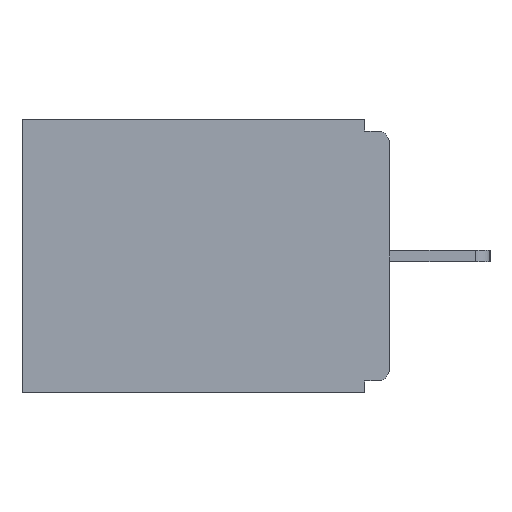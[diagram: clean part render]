
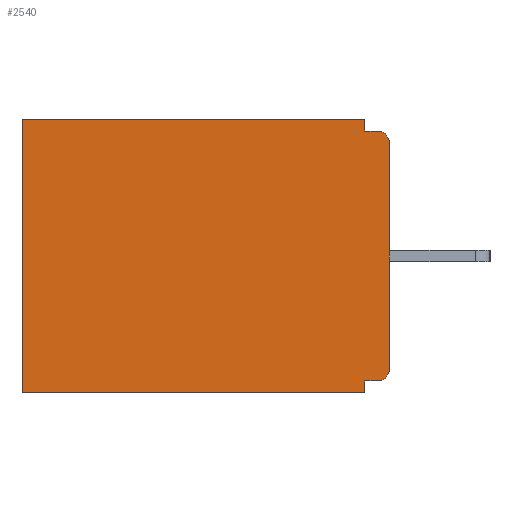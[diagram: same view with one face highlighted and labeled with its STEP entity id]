
A CAD part, left-side view. The second image highlights one B-rep face of the part: STEP entity #2540.
In plain terms, the highlighted planar face has unit normal (-1, 0, 0).
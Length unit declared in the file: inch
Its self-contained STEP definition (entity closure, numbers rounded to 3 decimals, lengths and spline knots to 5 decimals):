
#329 = EDGE_CURVE ( 'NONE', #5655, #362, #1050, .T. ) ;
#362 = VERTEX_POINT ( 'NONE', #3866 ) ;
#689 = EDGE_CURVE ( 'NONE', #4699, #9853, #17843, .T. ) ;
#1050 = LINE ( 'NONE', #2312, #17355 ) ;
#1095 = EDGE_CURVE ( 'NONE', #7851, #16285, #9060, .T. ) ;
#1098 = CARTESIAN_POINT ( 'NONE',  ( 0.298, 0.46, -0.343 ) ) ;
#1169 = LINE ( 'NONE', #5409, #3956 ) ;
#1171 = LINE ( 'NONE', #13786, #15148 ) ;
#1338 = DIRECTION ( 'NONE',  ( 1., 0., 0. ) ) ;
#1593 = CARTESIAN_POINT ( 'NONE',  ( 0.298, 0.015, -0.328 ) ) ;
#2312 = CARTESIAN_POINT ( 'NONE',  ( 0.298, 0., -0.328 ) ) ;
#2518 = CARTESIAN_POINT ( 'NONE',  ( 0.298, 0., 0. ) ) ;
#2540 = ADVANCED_FACE ( 'NONE', ( #14973 ), #9693, .F. ) ;
#2729 = CARTESIAN_POINT ( 'NONE',  ( 0.298, 0., -0.03 ) ) ;
#3056 = CARTESIAN_POINT ( 'NONE',  ( 0.298, 0.031, 0. ) ) ;
#3295 = EDGE_CURVE ( 'NONE', #5655, #4180, #16394, .T. ) ;
#3613 = VECTOR ( 'NONE', #10422, 39.37008 ) ;
#3781 = EDGE_CURVE ( 'NONE', #10433, #5021, #1169, .T. ) ;
#3801 = ORIENTED_EDGE ( 'NONE', *, *, #329, .F. ) ;
#3866 = CARTESIAN_POINT ( 'NONE',  ( 0.298, 0.031, -0.328 ) ) ;
#3956 = VECTOR ( 'NONE', #10948, 39.37008 ) ;
#3983 = DIRECTION ( 'NONE',  ( 0., 1., 0. ) ) ;
#4180 = VERTEX_POINT ( 'NONE', #7478 ) ;
#4509 = CARTESIAN_POINT ( 'NONE',  ( 0.298, 0.031, -0.343 ) ) ;
#4699 = VERTEX_POINT ( 'NONE', #2729 ) ;
#4748 = ORIENTED_EDGE ( 'NONE', *, *, #5856, .F. ) ;
#5021 = VERTEX_POINT ( 'NONE', #6602 ) ;
#5345 = VECTOR ( 'NONE', #15985, 39.37008 ) ;
#5368 = DIRECTION ( 'NONE',  ( 0., 0., -1. ) ) ;
#5409 = CARTESIAN_POINT ( 'NONE',  ( 0.298, 0.031, -0.343 ) ) ;
#5655 = VERTEX_POINT ( 'NONE', #1593 ) ;
#5856 = EDGE_CURVE ( 'NONE', #5021, #9853, #11848, .T. ) ;
#5867 = ORIENTED_EDGE ( 'NONE', *, *, #9219, .T. ) ;
#6393 = ORIENTED_EDGE ( 'NONE', *, *, #11468, .T. ) ;
#6602 = CARTESIAN_POINT ( 'NONE',  ( 0.298, 0.031, -0.015 ) ) ;
#7020 = CARTESIAN_POINT ( 'NONE',  ( 0.298, 0.031, -0.343 ) ) ;
#7042 = DIRECTION ( 'NONE',  ( 0., 0., -1. ) ) ;
#7049 = DIRECTION ( 'NONE',  ( 0., 0., -1. ) ) ;
#7393 = LINE ( 'NONE', #4509, #17689 ) ;
#7478 = CARTESIAN_POINT ( 'NONE',  ( 0.298, 0., -0.313 ) ) ;
#7705 = CARTESIAN_POINT ( 'NONE',  ( 0.298, 0.015, -0.015 ) ) ;
#7851 = VERTEX_POINT ( 'NONE', #7020 ) ;
#8268 = CARTESIAN_POINT ( 'NONE',  ( 0.298, 0.015, -0.313 ) ) ;
#8337 = ORIENTED_EDGE ( 'NONE', *, *, #689, .T. ) ;
#9060 = LINE ( 'NONE', #16161, #5345 ) ;
#9064 = EDGE_CURVE ( 'NONE', #4699, #4180, #11792, .T. ) ;
#9172 = DIRECTION ( 'NONE',  ( -1., 0., 0. ) ) ;
#9219 = EDGE_CURVE ( 'NONE', #13078, #16285, #16781, .T. ) ;
#9241 = EDGE_CURVE ( 'NONE', #362, #7851, #7393, .T. ) ;
#9693 = PLANE ( 'NONE',  #11430 ) ;
#9853 = VERTEX_POINT ( 'NONE', #7705 ) ;
#10125 = DIRECTION ( 'NONE',  ( 0., 0., -1. ) ) ;
#10422 = DIRECTION ( 'NONE',  ( 0., 0., -1. ) ) ;
#10433 = VERTEX_POINT ( 'NONE', #3056 ) ;
#10695 = VECTOR ( 'NONE', #7042, 39.37008 ) ;
#10815 = DIRECTION ( 'NONE',  ( -1., 0., 0. ) ) ;
#10948 = DIRECTION ( 'NONE',  ( 0., 0., -1. ) ) ;
#11430 = AXIS2_PLACEMENT_3D ( 'NONE', #2518, #1338, #7049 ) ;
#11468 = EDGE_CURVE ( 'NONE', #10433, #13078, #1171, .T. ) ;
#11730 = CARTESIAN_POINT ( 'NONE',  ( 0.298, 0.46, 0. ) ) ;
#11747 = AXIS2_PLACEMENT_3D ( 'NONE', #8268, #10815, #5368 ) ;
#11792 = LINE ( 'NONE', #17347, #3613 ) ;
#11848 = LINE ( 'NONE', #13022, #15966 ) ;
#11877 = EDGE_LOOP ( 'NONE', ( #8337, #4748, #15686, #6393, #5867, #14784, #15999, #3801, #15374, #16902 ) ) ;
#13022 = CARTESIAN_POINT ( 'NONE',  ( 0.298, 0., -0.015 ) ) ;
#13078 = VERTEX_POINT ( 'NONE', #11730 ) ;
#13445 = CARTESIAN_POINT ( 'NONE',  ( 0.298, 0.015, -0.03 ) ) ;
#13786 = CARTESIAN_POINT ( 'NONE',  ( 0.298, 0., 0. ) ) ;
#14311 = CARTESIAN_POINT ( 'NONE',  ( 0.298, 0.46, 0. ) ) ;
#14579 = DIRECTION ( 'NONE',  ( 0., -1., 0. ) ) ;
#14784 = ORIENTED_EDGE ( 'NONE', *, *, #1095, .F. ) ;
#14973 = FACE_OUTER_BOUND ( 'NONE', #11877, .T. ) ;
#15148 = VECTOR ( 'NONE', #3983, 39.37008 ) ;
#15374 = ORIENTED_EDGE ( 'NONE', *, *, #3295, .T. ) ;
#15686 = ORIENTED_EDGE ( 'NONE', *, *, #3781, .F. ) ;
#15966 = VECTOR ( 'NONE', #14579, 39.37008 ) ;
#15985 = DIRECTION ( 'NONE',  ( 0., 1., 0. ) ) ;
#15999 = ORIENTED_EDGE ( 'NONE', *, *, #9241, .F. ) ;
#16161 = CARTESIAN_POINT ( 'NONE',  ( 0.298, 0., -0.343 ) ) ;
#16219 = DIRECTION ( 'NONE',  ( 0., 1., 0. ) ) ;
#16285 = VERTEX_POINT ( 'NONE', #1098 ) ;
#16394 = CIRCLE ( 'NONE', #11747, 0.015 ) ;
#16781 = LINE ( 'NONE', #14311, #10695 ) ;
#16902 = ORIENTED_EDGE ( 'NONE', *, *, #9064, .F. ) ;
#17254 = AXIS2_PLACEMENT_3D ( 'NONE', #13445, #9172, #17641 ) ;
#17347 = CARTESIAN_POINT ( 'NONE',  ( 0.298, 0., 0. ) ) ;
#17355 = VECTOR ( 'NONE', #16219, 39.37008 ) ;
#17641 = DIRECTION ( 'NONE',  ( 0., 0., -1. ) ) ;
#17689 = VECTOR ( 'NONE', #10125, 39.37008 ) ;
#17843 = CIRCLE ( 'NONE', #17254, 0.015 ) ;
